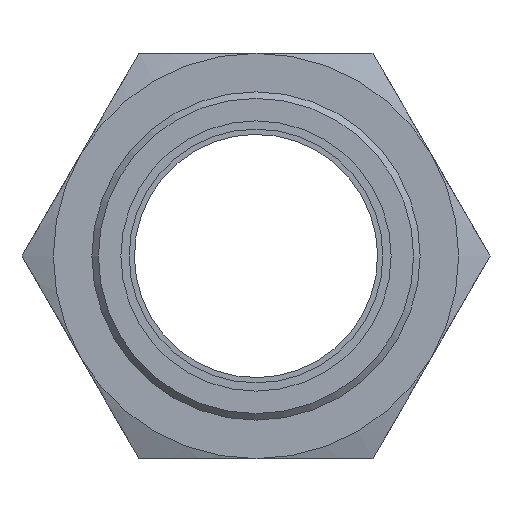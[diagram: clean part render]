
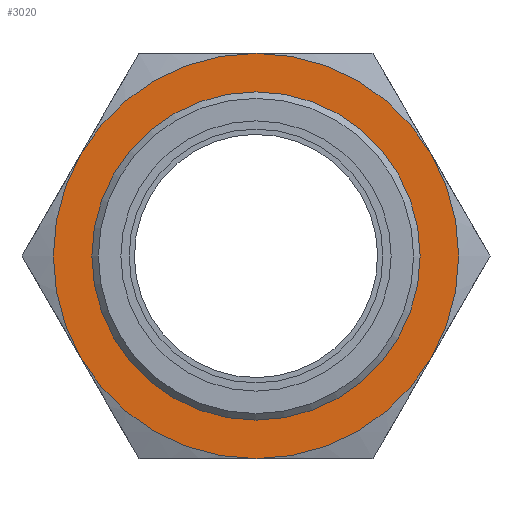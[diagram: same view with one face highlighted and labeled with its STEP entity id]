
A CAD part, front view. The second image highlights one B-rep face of the part: STEP entity #3020.
In plain terms, the highlighted planar face has unit normal (0, -1, 0).
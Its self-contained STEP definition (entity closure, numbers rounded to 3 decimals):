
#566=FACE_BOUND('',#878,.T.);
#707=FACE_OUTER_BOUND('',#877,.T.);
#877=EDGE_LOOP('',(#2640,#2641,#2642,#2643,#2644,#2645));
#878=EDGE_LOOP('',(#2646));
#1017=CIRCLE('',#3283,10.935);
#1038=CIRCLE('',#3333,13.5);
#1039=CIRCLE('',#3335,13.5);
#1040=CIRCLE('',#3337,13.5);
#1041=CIRCLE('',#3339,13.5);
#1042=CIRCLE('',#3341,13.5);
#1043=CIRCLE('',#3343,13.5);
#1290=VERTEX_POINT('',#4996);
#1316=VERTEX_POINT('',#5115);
#1320=VERTEX_POINT('',#5129);
#1323=VERTEX_POINT('',#5141);
#1326=VERTEX_POINT('',#5153);
#1329=VERTEX_POINT('',#5165);
#1332=VERTEX_POINT('',#5177);
#1695=EDGE_CURVE('',#1290,#1290,#1017,.T.);
#1765=EDGE_CURVE('',#1332,#1329,#1038,.T.);
#1766=EDGE_CURVE('',#1329,#1326,#1039,.T.);
#1767=EDGE_CURVE('',#1326,#1316,#1040,.T.);
#1768=EDGE_CURVE('',#1316,#1320,#1041,.T.);
#1769=EDGE_CURVE('',#1320,#1323,#1042,.T.);
#1770=EDGE_CURVE('',#1323,#1332,#1043,.T.);
#2640=ORIENTED_EDGE('',*,*,#1766,.T.);
#2641=ORIENTED_EDGE('',*,*,#1767,.T.);
#2642=ORIENTED_EDGE('',*,*,#1768,.T.);
#2643=ORIENTED_EDGE('',*,*,#1769,.T.);
#2644=ORIENTED_EDGE('',*,*,#1770,.T.);
#2645=ORIENTED_EDGE('',*,*,#1765,.T.);
#2646=ORIENTED_EDGE('',*,*,#1695,.T.);
#2737=PLANE('',#3345);
#3020=ADVANCED_FACE('',(#707,#566),#2737,.T.);
#3283=AXIS2_PLACEMENT_3D('',#4997,#4007,#4008);
#3333=AXIS2_PLACEMENT_3D('',#5186,#4132,#4133);
#3335=AXIS2_PLACEMENT_3D('',#5188,#4136,#4137);
#3337=AXIS2_PLACEMENT_3D('',#5190,#4140,#4141);
#3339=AXIS2_PLACEMENT_3D('',#5192,#4144,#4145);
#3341=AXIS2_PLACEMENT_3D('',#5194,#4148,#4149);
#3343=AXIS2_PLACEMENT_3D('',#5196,#4152,#4153);
#3345=AXIS2_PLACEMENT_3D('',#5198,#4156,#4157);
#4007=DIRECTION('center_axis',(0.,1.,0.));
#4008=DIRECTION('ref_axis',(1.,0.,0.));
#4132=DIRECTION('center_axis',(0.,-1.,0.));
#4133=DIRECTION('ref_axis',(-1.,0.,0.));
#4136=DIRECTION('center_axis',(0.,-1.,0.));
#4137=DIRECTION('ref_axis',(-1.,0.,0.));
#4140=DIRECTION('center_axis',(0.,-1.,0.));
#4141=DIRECTION('ref_axis',(-1.,0.,0.));
#4144=DIRECTION('center_axis',(0.,-1.,0.));
#4145=DIRECTION('ref_axis',(-1.,0.,0.));
#4148=DIRECTION('center_axis',(0.,-1.,0.));
#4149=DIRECTION('ref_axis',(-1.,0.,0.));
#4152=DIRECTION('center_axis',(0.,-1.,0.));
#4153=DIRECTION('ref_axis',(-1.,0.,0.));
#4156=DIRECTION('center_axis',(0.,-1.,0.));
#4157=DIRECTION('ref_axis',(0.,0.,-1.));
#4996=CARTESIAN_POINT('',(5.231,3.235,14.));
#4997=CARTESIAN_POINT('Origin',(16.166,3.235,14.));
#5115=CARTESIAN_POINT('',(16.166,3.235,0.5));
#5129=CARTESIAN_POINT('',(27.857,3.235,7.25));
#5141=CARTESIAN_POINT('',(27.857,3.235,20.75));
#5153=CARTESIAN_POINT('',(4.474,3.235,7.25));
#5165=CARTESIAN_POINT('',(4.474,3.235,20.75));
#5177=CARTESIAN_POINT('',(16.166,3.235,27.5));
#5186=CARTESIAN_POINT('Origin',(16.166,3.235,14.));
#5188=CARTESIAN_POINT('Origin',(16.166,3.235,14.));
#5190=CARTESIAN_POINT('Origin',(16.166,3.235,14.));
#5192=CARTESIAN_POINT('Origin',(16.166,3.235,14.));
#5194=CARTESIAN_POINT('Origin',(16.166,3.235,14.));
#5196=CARTESIAN_POINT('Origin',(16.166,3.235,14.));
#5198=CARTESIAN_POINT('Origin',(4.291,3.235,14.));
